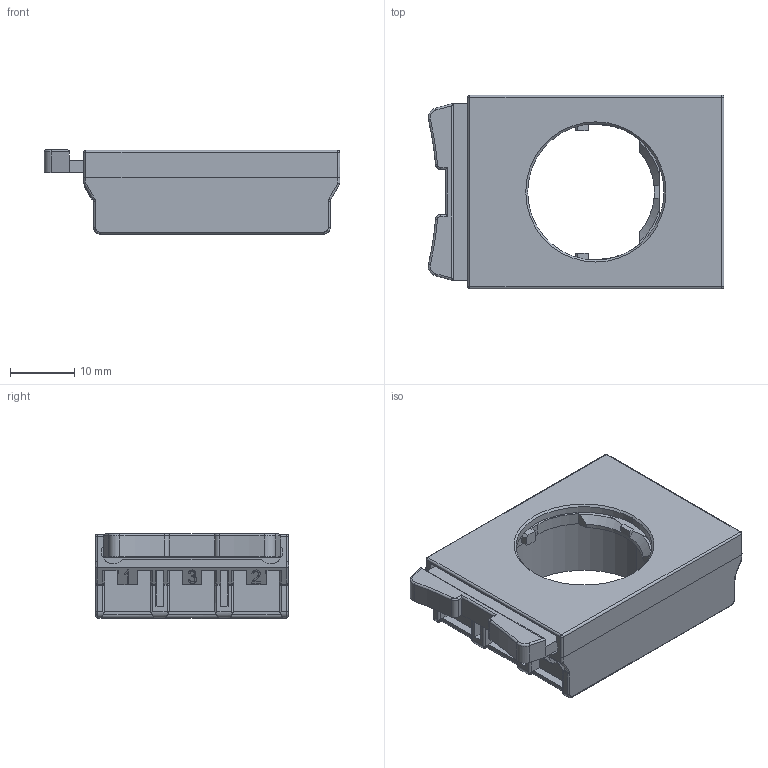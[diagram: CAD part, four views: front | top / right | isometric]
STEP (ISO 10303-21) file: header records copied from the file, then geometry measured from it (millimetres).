
FILE_DESCRIPTION((''),'2;1');
FILE_NAME('AF3F_ASM','2022-04-12T10:59:13',('klemen.sitar'),('Audax d.o.o.'),'CREO PARAMETRIC BY PTC INC, 2021304','CREO PARAMETRIC BY PTC INC, 2021304','');
FILE_SCHEMA(('AP242_MANAGED_MODEL_BASED_3D_ENGINEERING_MIM_LF { 1 0 10303 442 1 1 4 }'));
Length unit declared in the file: metre
Products named in the file (3): AF3F_1_1; AF3F_2; AF3F_ASM
Assembly tree (2 placements, depth 2):
  AF3F_ASM
    AF3F_1_1
    AF3F_2
Bounding box: 45.86 x 30 x 13.05 mm (x, y, z)
Volume: 8531.5 mm3; surface area: 7717.8 mm2
Topology: 2 solids, 2 shells, 360 faces, 985 edges, 621 vertices
Faces by surface type: plane 187, cylinder 107, extrusion 25, bspline 20, sphere 10, torus 6, cone 5
Entity records: 19085 total; most frequent: CARTESIAN_POINT 4222, ORIENTED_EDGE 1950, DIRECTION 1596, PRESENTATION_STYLE_ASSIGNMENT 1365, STYLED_ITEM 1365, CURVE_STYLE 1003, EDGE_CURVE 975, VECTOR 652
